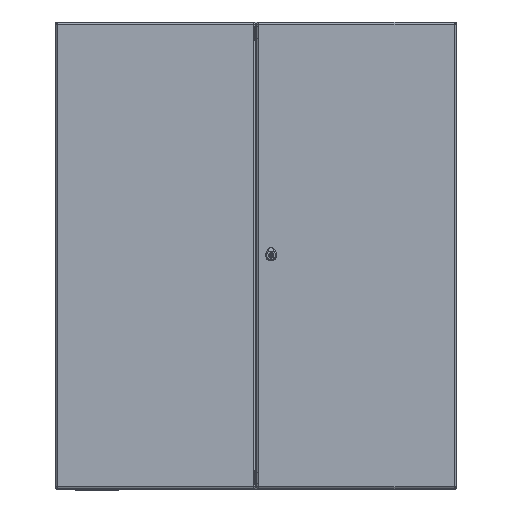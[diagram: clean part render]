
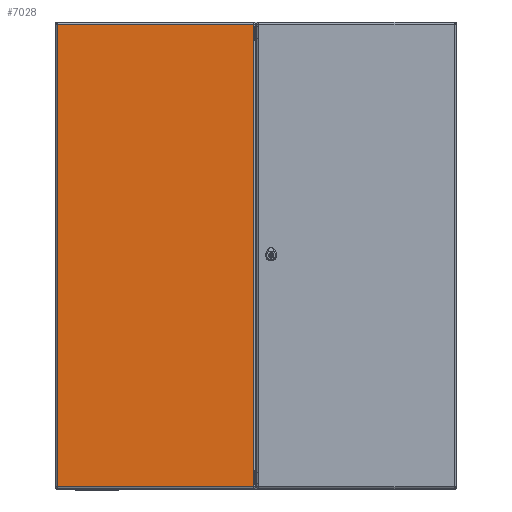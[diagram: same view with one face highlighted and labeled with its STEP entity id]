
A CAD part, top view. The second image highlights one B-rep face of the part: STEP entity #7028.
In plain terms, the highlighted face is planar.
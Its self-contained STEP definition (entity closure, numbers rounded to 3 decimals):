
#7028=ADVANCED_FACE('',(#8613),#7763,.F.);
#7763=PLANE('',#27474);
#8613=FACE_OUTER_BOUND('',#10141,.T.);
#10141=EDGE_LOOP('',(#15435,#15436,#15437,#15438));
#15435=ORIENTED_EDGE('',*,*,#21877,.T.);
#15436=ORIENTED_EDGE('',*,*,#21878,.T.);
#15437=ORIENTED_EDGE('',*,*,#21879,.T.);
#15438=ORIENTED_EDGE('',*,*,#21880,.T.);
#18956=VERTEX_POINT('',#45263);
#18957=VERTEX_POINT('',#45264);
#18958=VERTEX_POINT('',#45266);
#18959=VERTEX_POINT('',#45268);
#21877=EDGE_CURVE('',#18956,#18957,#23779,.T.);
#21878=EDGE_CURVE('',#18957,#18958,#23780,.T.);
#21879=EDGE_CURVE('',#18958,#18959,#23781,.T.);
#21880=EDGE_CURVE('',#18959,#18956,#23782,.T.);
#23779=LINE('',#45262,#25245);
#23780=LINE('',#45265,#25246);
#23781=LINE('',#45267,#25247);
#23782=LINE('',#45269,#25248);
#25245=VECTOR('',#33003,1.);
#25246=VECTOR('',#33004,1.);
#25247=VECTOR('',#33005,1.);
#25248=VECTOR('',#33006,1.);
#27474=AXIS2_PLACEMENT_3D('',#45270,#33007,#33008);
#33003=DIRECTION('',(-1.,0.,0.));
#33004=DIRECTION('',(0.,1.,0.));
#33005=DIRECTION('',(1.,0.,0.));
#33006=DIRECTION('',(0.,-1.,0.));
#33007=DIRECTION('',(0.,0.,1.));
#33008=DIRECTION('',(1.,0.,0.));
#45262=CARTESIAN_POINT('',(0.,-693.5,0.));
#45263=CARTESIAN_POINT('',(294.,-693.5,0.));
#45264=CARTESIAN_POINT('',(-294.,-693.5,0.));
#45265=CARTESIAN_POINT('',(-294.,0.,0.));
#45266=CARTESIAN_POINT('',(-294.,693.5,0.));
#45267=CARTESIAN_POINT('',(0.,693.5,0.));
#45268=CARTESIAN_POINT('',(294.,693.5,0.));
#45269=CARTESIAN_POINT('',(294.,0.,0.));
#45270=CARTESIAN_POINT('',(0.,0.,0.));
